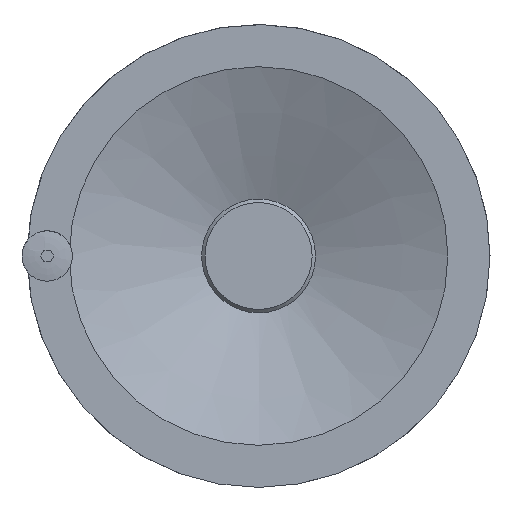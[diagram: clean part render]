
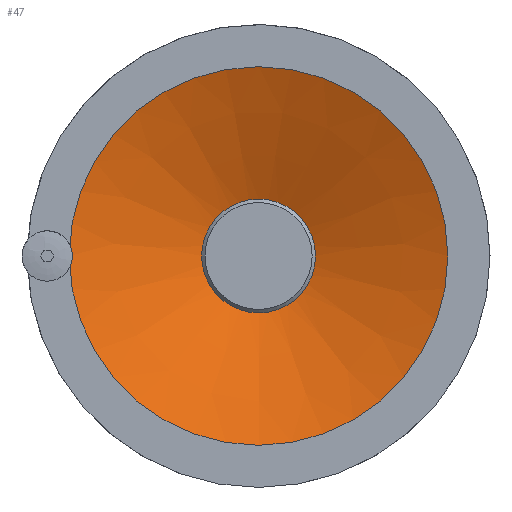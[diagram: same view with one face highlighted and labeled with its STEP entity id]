
A CAD part, left-side view. The second image highlights one B-rep face of the part: STEP entity #47.
In plain terms, the highlighted conical face has half-angle 67.978 degrees and reference radius 25 mm.
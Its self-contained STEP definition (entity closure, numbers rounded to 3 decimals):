
#47 = ADVANCED_FACE( '', ( #107, #108 ), #109, .F. );
#107 = FACE_OUTER_BOUND( '', #188, .T. );
#108 = FACE_BOUND( '', #189, .T. );
#109 = CONICAL_SURFACE( '', #190, 25., 1.186 );
#188 = EDGE_LOOP( '', ( #299 ) );
#189 = EDGE_LOOP( '', ( #300 ) );
#190 = AXIS2_PLACEMENT_3D( '', #301, #302, #303 );
#299 = ORIENTED_EDGE( '', *, *, #441, .F. );
#300 = ORIENTED_EDGE( '', *, *, #442, .T. );
#301 = CARTESIAN_POINT( '', ( -22.2, 0., 0. ) );
#302 = DIRECTION( '', ( -1., 0., 0. ) );
#303 = DIRECTION( '', ( 0., 0., 1. ) );
#441 = EDGE_CURVE( '', #495, #495, #496, .T. );
#442 = EDGE_CURVE( '', #497, #497, #498, .T. );
#495 = VERTEX_POINT( '', #572 );
#496 = CIRCLE( '', #573, 83.1 );
#497 = VERTEX_POINT( '', #574 );
#498 = CIRCLE( '', #575, 25. );
#572 = CARTESIAN_POINT( '', ( -45.7, 0., -83.1 ) );
#573 = AXIS2_PLACEMENT_3D( '', #682, #683, #684 );
#574 = CARTESIAN_POINT( '', ( -22.2, 0., -25. ) );
#575 = AXIS2_PLACEMENT_3D( '', #685, #686, #687 );
#682 = CARTESIAN_POINT( '', ( -45.7, 0., 0. ) );
#683 = DIRECTION( '', ( 1., 0., 0. ) );
#684 = DIRECTION( '', ( 0., 0., -1. ) );
#685 = CARTESIAN_POINT( '', ( -22.2, 0., 0. ) );
#686 = DIRECTION( '', ( 1., 0., 0. ) );
#687 = DIRECTION( '', ( 0., 0., -1. ) );
